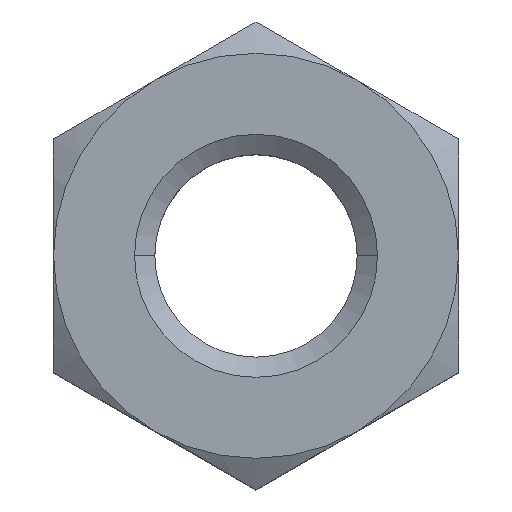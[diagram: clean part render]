
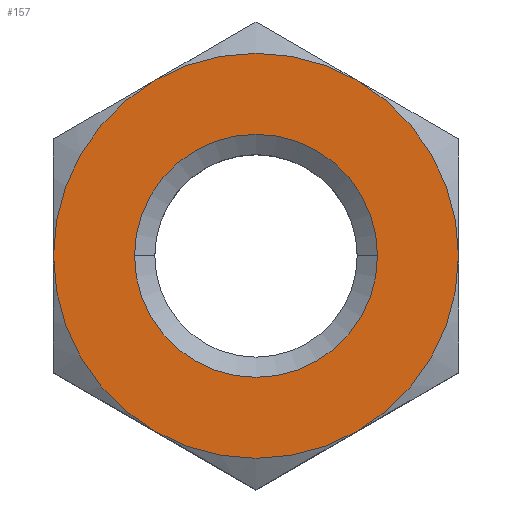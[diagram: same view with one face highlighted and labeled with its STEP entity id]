
A CAD part, top view. The second image highlights one B-rep face of the part: STEP entity #157.
In plain terms, the highlighted planar face has unit normal (0, 0, 1).
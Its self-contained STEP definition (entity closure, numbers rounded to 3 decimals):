
#46 = CARTESIAN_POINT ( 'NONE',  ( 5., 0., 0. ) ) ;
#57 = CARTESIAN_POINT ( 'NONE',  ( 0., 0., 0. ) ) ;
#61 = DIRECTION ( 'NONE',  ( 1., 0., 0. ) ) ;
#64 = ORIENTED_EDGE ( 'NONE', *, *, #301, .F. ) ;
#129 = AXIS2_PLACEMENT_3D ( 'NONE', #552, #772, #692 ) ;
#133 = ORIENTED_EDGE ( 'NONE', *, *, #560, .F. ) ;
#135 = EDGE_LOOP ( 'NONE', ( #133, #652, #686, #695, #64, #335 ) ) ;
#148 = EDGE_CURVE ( 'NONE', #311, #358, #856, .T. ) ;
#154 = VERTEX_POINT ( 'NONE', #534 ) ;
#157 = ADVANCED_FACE ( 'NONE', ( #403, #336 ), #526, .T. ) ;
#174 = ORIENTED_EDGE ( 'NONE', *, *, #680, .F. ) ;
#177 = DIRECTION ( 'NONE',  ( 1., 0., 0. ) ) ;
#199 = VERTEX_POINT ( 'NONE', #593 ) ;
#201 = CARTESIAN_POINT ( 'NONE',  ( 0., 0., 0. ) ) ;
#208 = VERTEX_POINT ( 'NONE', #460 ) ;
#237 = DIRECTION ( 'NONE',  ( 0., 0., -1. ) ) ;
#239 = CARTESIAN_POINT ( 'NONE',  ( -2.5, -4.33, 0. ) ) ;
#245 = CARTESIAN_POINT ( 'NONE',  ( 0., 0., 0. ) ) ;
#247 = DIRECTION ( 'NONE',  ( 0., 0., 1. ) ) ;
#267 = EDGE_CURVE ( 'NONE', #597, #199, #787, .T. ) ;
#296 = CARTESIAN_POINT ( 'NONE',  ( 0., 0., 0. ) ) ;
#297 = AXIS2_PLACEMENT_3D ( 'NONE', #201, #471, #61 ) ;
#301 = EDGE_CURVE ( 'NONE', #671, #597, #576, .T. ) ;
#311 = VERTEX_POINT ( 'NONE', #46 ) ;
#335 = ORIENTED_EDGE ( 'NONE', *, *, #446, .F. ) ;
#336 = FACE_OUTER_BOUND ( 'NONE', #135, .T. ) ;
#358 = VERTEX_POINT ( 'NONE', #759 ) ;
#394 = AXIS2_PLACEMENT_3D ( 'NONE', #57, #683, #833 ) ;
#403 = FACE_BOUND ( 'NONE', #511, .T. ) ;
#405 = CARTESIAN_POINT ( 'NONE',  ( 0., 0., 0. ) ) ;
#407 = DIRECTION ( 'NONE',  ( 0., 0., -1. ) ) ;
#446 = EDGE_CURVE ( 'NONE', #893, #671, #485, .T. ) ;
#460 = CARTESIAN_POINT ( 'NONE',  ( 3., 0., 0. ) ) ;
#467 = DIRECTION ( 'NONE',  ( 1., 0., 0. ) ) ;
#471 = DIRECTION ( 'NONE',  ( 0., 0., 1. ) ) ;
#485 = CIRCLE ( 'NONE', #129, 5. ) ;
#497 = CIRCLE ( 'NONE', #516, 5. ) ;
#511 = EDGE_LOOP ( 'NONE', ( #174, #586 ) ) ;
#515 = DIRECTION ( 'NONE',  ( 1., 0., 0. ) ) ;
#516 = AXIS2_PLACEMENT_3D ( 'NONE', #296, #237, #718 ) ;
#518 = CIRCLE ( 'NONE', #548, 3. ) ;
#524 = CARTESIAN_POINT ( 'NONE',  ( 0., 0., 0. ) ) ;
#526 = PLANE ( 'NONE',  #584 ) ;
#530 = DIRECTION ( 'NONE',  ( 1., 0., 0. ) ) ;
#534 = CARTESIAN_POINT ( 'NONE',  ( -3., 0., 0. ) ) ;
#548 = AXIS2_PLACEMENT_3D ( 'NONE', #245, #247, #803 ) ;
#552 = CARTESIAN_POINT ( 'NONE',  ( 0., 0., 0. ) ) ;
#560 = EDGE_CURVE ( 'NONE', #311, #893, #497, .T. ) ;
#576 = CIRCLE ( 'NONE', #709, 5. ) ;
#584 = AXIS2_PLACEMENT_3D ( 'NONE', #600, #603, #530 ) ;
#586 = ORIENTED_EDGE ( 'NONE', *, *, #907, .F. ) ;
#592 = DIRECTION ( 'NONE',  ( 0., 0., -1. ) ) ;
#593 = CARTESIAN_POINT ( 'NONE',  ( -2.5, 4.33, 0. ) ) ;
#597 = VERTEX_POINT ( 'NONE', #736 ) ;
#600 = CARTESIAN_POINT ( 'NONE',  ( -10., 0., 0. ) ) ;
#603 = DIRECTION ( 'NONE',  ( 0., 0., 1. ) ) ;
#604 = EDGE_CURVE ( 'NONE', #199, #358, #862, .T. ) ;
#652 = ORIENTED_EDGE ( 'NONE', *, *, #148, .T. ) ;
#671 = VERTEX_POINT ( 'NONE', #239 ) ;
#680 = EDGE_CURVE ( 'NONE', #208, #154, #518, .T. ) ;
#683 = DIRECTION ( 'NONE',  ( 0., 0., -1. ) ) ;
#686 = ORIENTED_EDGE ( 'NONE', *, *, #604, .F. ) ;
#692 = DIRECTION ( 'NONE',  ( 1., 0., 0. ) ) ;
#695 = ORIENTED_EDGE ( 'NONE', *, *, #267, .F. ) ;
#709 = AXIS2_PLACEMENT_3D ( 'NONE', #405, #407, #467 ) ;
#718 = DIRECTION ( 'NONE',  ( 1., 0., 0. ) ) ;
#733 = CARTESIAN_POINT ( 'NONE',  ( 0., 0., 0. ) ) ;
#736 = CARTESIAN_POINT ( 'NONE',  ( -5., 0., 0. ) ) ;
#759 = CARTESIAN_POINT ( 'NONE',  ( 2.5, 4.33, 0. ) ) ;
#764 = CIRCLE ( 'NONE', #297, 3. ) ;
#772 = DIRECTION ( 'NONE',  ( 0., 0., -1. ) ) ;
#784 = AXIS2_PLACEMENT_3D ( 'NONE', #733, #592, #515 ) ;
#787 = CIRCLE ( 'NONE', #394, 5. ) ;
#803 = DIRECTION ( 'NONE',  ( 1., 0., 0. ) ) ;
#826 = CARTESIAN_POINT ( 'NONE',  ( 2.5, -4.33, 0. ) ) ;
#833 = DIRECTION ( 'NONE',  ( 1., 0., 0. ) ) ;
#856 = CIRCLE ( 'NONE', #882, 5. ) ;
#862 = CIRCLE ( 'NONE', #784, 5. ) ;
#877 = DIRECTION ( 'NONE',  ( 0., 0., 1. ) ) ;
#882 = AXIS2_PLACEMENT_3D ( 'NONE', #524, #877, #177 ) ;
#893 = VERTEX_POINT ( 'NONE', #826 ) ;
#907 = EDGE_CURVE ( 'NONE', #154, #208, #764, .T. ) ;
